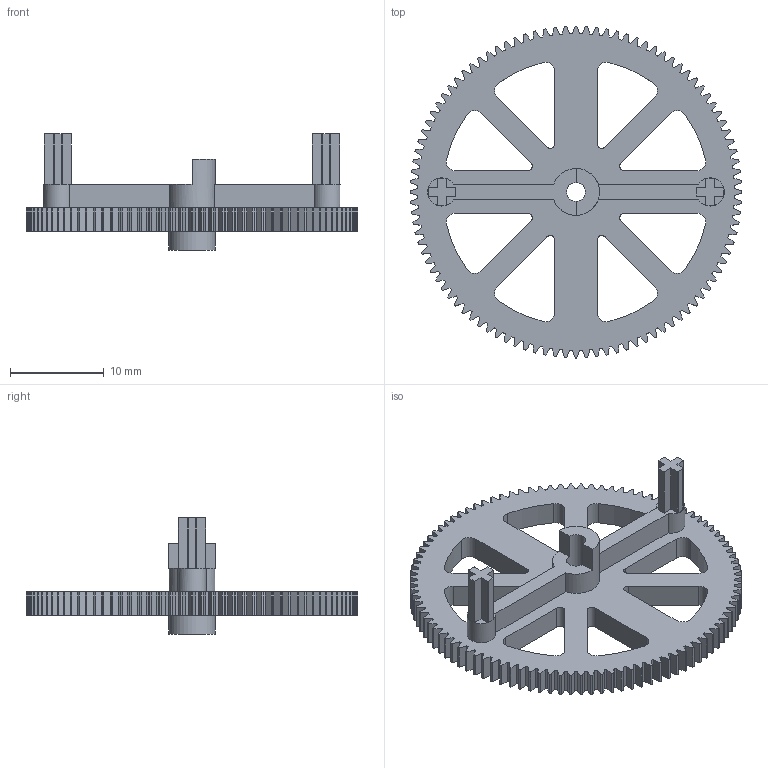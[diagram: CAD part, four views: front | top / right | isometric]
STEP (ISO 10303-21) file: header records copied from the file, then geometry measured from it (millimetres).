
FILE_DESCRIPTION(/* description */ (''),/* implementation_level */ '2;1');
FILE_NAME(/* name */ 'Gear2.stp',/* time_stamp */ '2020-02-25T13:21:31+01:00',/* author */ (''),/* organization */ (''),/* preprocessor_version */ 'ST-DEVELOPER v16.7',/* originating_system */ 'SIEMENS PLM Software NX 1867',/* authorisation */ '');
FILE_SCHEMA (('AUTOMOTIVE_DESIGN { 1 0 10303 214 3 1 1 1 }'));
Length unit declared in the file: millimetre
Products named in the file (1): solid_6_sldprt
Bounding box: 35.4 x 35.4 x 12.4 mm (x, y, z)
Volume: 1865.3 mm3; surface area: 2743.9 mm2
Topology: 1 solids, 1 shells, 501 faces, 1494 edges, 996 vertices
Faces by surface type: plane 264, cylinder 237
Full cylindrical faces by diameter (mm): 2 x1, 5 x1
Entity records: 17012 total; most frequent: DIRECTION 2998, CARTESIAN_POINT 2988, ORIENTED_EDGE 2982, EDGE_CURVE 1491, AXIS2_PLACEMENT_3D 1005, VERTEX_POINT 995, LINE 988, VECTOR 988
